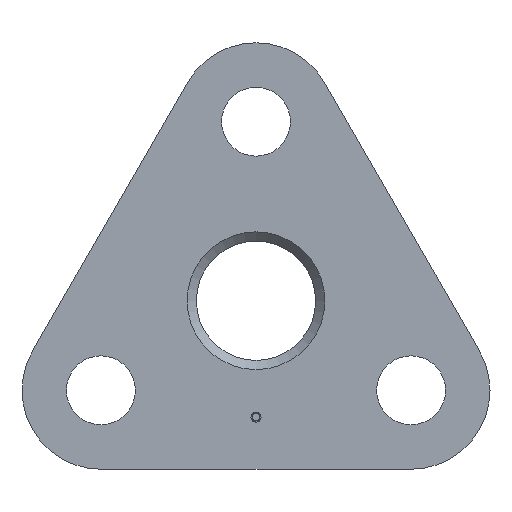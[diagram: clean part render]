
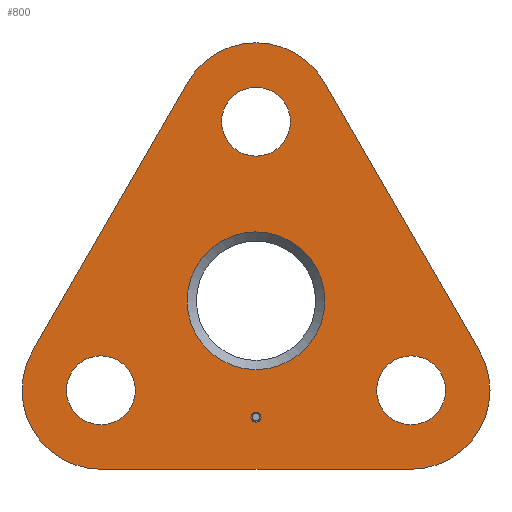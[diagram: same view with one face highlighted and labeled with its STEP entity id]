
A CAD part, front view. The second image highlights one B-rep face of the part: STEP entity #800.
In plain terms, the highlighted planar face has unit normal (0, -1, 0).
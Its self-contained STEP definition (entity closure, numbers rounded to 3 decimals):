
#18=FACE_BOUND('',#210,.T.);
#19=FACE_BOUND('',#211,.T.);
#20=FACE_BOUND('',#212,.T.);
#21=FACE_BOUND('',#213,.T.);
#22=FACE_BOUND('',#214,.T.);
#38=PLANE('',#897);
#68=LINE('',#1310,#104);
#74=LINE('',#1330,#110);
#78=LINE('',#1341,#114);
#104=VECTOR('',#1041,10.);
#110=VECTOR('',#1061,10.);
#114=VECTOR('',#1073,10.);
#164=FACE_OUTER_BOUND('',#209,.T.);
#209=EDGE_LOOP('',(#586,#587,#588,#589,#590,#591));
#210=EDGE_LOOP('',(#592));
#211=EDGE_LOOP('',(#593,#594));
#212=EDGE_LOOP('',(#595));
#213=EDGE_LOOP('',(#596));
#214=EDGE_LOOP('',(#597));
#264=CIRCLE('',#864,0.4);
#271=CIRCLE('',#874,5.5);
#272=CIRCLE('',#875,5.5);
#274=CIRCLE('',#878,2.75);
#276=CIRCLE('',#881,2.75);
#278=CIRCLE('',#884,2.75);
#279=CIRCLE('',#887,6.3);
#281=CIRCLE('',#890,6.3);
#283=CIRCLE('',#894,6.3);
#338=VERTEX_POINT('',#1264);
#345=VERTEX_POINT('',#1284);
#346=VERTEX_POINT('',#1286);
#348=VERTEX_POINT('',#1292);
#350=VERTEX_POINT('',#1298);
#352=VERTEX_POINT('',#1304);
#353=VERTEX_POINT('',#1308);
#354=VERTEX_POINT('',#1309);
#357=VERTEX_POINT('',#1317);
#359=VERTEX_POINT('',#1323);
#361=VERTEX_POINT('',#1329);
#363=VERTEX_POINT('',#1335);
#416=EDGE_CURVE('',#338,#338,#264,.T.);
#426=EDGE_CURVE('',#346,#345,#271,.T.);
#427=EDGE_CURVE('',#345,#346,#272,.T.);
#430=EDGE_CURVE('',#348,#348,#274,.T.);
#433=EDGE_CURVE('',#350,#350,#276,.T.);
#436=EDGE_CURVE('',#352,#352,#278,.T.);
#437=EDGE_CURVE('',#353,#354,#68,.T.);
#441=EDGE_CURVE('',#357,#353,#279,.T.);
#444=EDGE_CURVE('',#354,#359,#281,.T.);
#447=EDGE_CURVE('',#361,#357,#74,.T.);
#450=EDGE_CURVE('',#363,#361,#283,.T.);
#453=EDGE_CURVE('',#359,#363,#78,.T.);
#586=ORIENTED_EDGE('',*,*,#444,.T.);
#587=ORIENTED_EDGE('',*,*,#453,.T.);
#588=ORIENTED_EDGE('',*,*,#450,.T.);
#589=ORIENTED_EDGE('',*,*,#447,.T.);
#590=ORIENTED_EDGE('',*,*,#441,.T.);
#591=ORIENTED_EDGE('',*,*,#437,.T.);
#592=ORIENTED_EDGE('',*,*,#416,.T.);
#593=ORIENTED_EDGE('',*,*,#426,.T.);
#594=ORIENTED_EDGE('',*,*,#427,.T.);
#595=ORIENTED_EDGE('',*,*,#430,.T.);
#596=ORIENTED_EDGE('',*,*,#433,.T.);
#597=ORIENTED_EDGE('',*,*,#436,.T.);
#800=ADVANCED_FACE('',(#164,#18,#19,#20,#21,#22),#38,.T.);
#864=AXIS2_PLACEMENT_3D('',#1266,#991,#992);
#874=AXIS2_PLACEMENT_3D('',#1287,#1014,#1015);
#875=AXIS2_PLACEMENT_3D('',#1288,#1016,#1017);
#878=AXIS2_PLACEMENT_3D('',#1294,#1023,#1024);
#881=AXIS2_PLACEMENT_3D('',#1300,#1030,#1031);
#884=AXIS2_PLACEMENT_3D('',#1306,#1037,#1038);
#887=AXIS2_PLACEMENT_3D('',#1318,#1047,#1048);
#890=AXIS2_PLACEMENT_3D('',#1324,#1054,#1055);
#894=AXIS2_PLACEMENT_3D('',#1336,#1066,#1067);
#897=AXIS2_PLACEMENT_3D('',#1343,#1075,#1076);
#991=DIRECTION('center_axis',(0.,1.,0.));
#992=DIRECTION('ref_axis',(-1.,0.,0.));
#1014=DIRECTION('center_axis',(0.,1.,0.));
#1015=DIRECTION('ref_axis',(0.,0.,1.));
#1016=DIRECTION('center_axis',(0.,1.,0.));
#1017=DIRECTION('ref_axis',(0.,0.,1.));
#1023=DIRECTION('center_axis',(0.,1.,0.));
#1024=DIRECTION('ref_axis',(0.5,0.,-0.866));
#1030=DIRECTION('center_axis',(0.,1.,0.));
#1031=DIRECTION('ref_axis',(0.5,0.,0.866));
#1037=DIRECTION('center_axis',(0.,1.,0.));
#1038=DIRECTION('ref_axis',(-1.,0.,0.));
#1041=DIRECTION('',(-0.5,0.,0.866));
#1047=DIRECTION('center_axis',(0.,-1.,0.));
#1048=DIRECTION('ref_axis',(-0.866,0.,-0.5));
#1054=DIRECTION('center_axis',(0.,-1.,0.));
#1055=DIRECTION('ref_axis',(0.866,0.,-0.5));
#1061=DIRECTION('',(1.,0.,0.));
#1066=DIRECTION('center_axis',(0.,-1.,0.));
#1067=DIRECTION('ref_axis',(0.,0.,1.));
#1073=DIRECTION('',(-0.5,0.,-0.866));
#1075=DIRECTION('center_axis',(0.,-1.,0.));
#1076=DIRECTION('ref_axis',(0.,0.,-1.));
#1264=CARTESIAN_POINT('',(0.4,0.,-9.3));
#1266=CARTESIAN_POINT('Origin',(0.,0.,-9.3));
#1284=CARTESIAN_POINT('',(0.,0.,-5.5));
#1286=CARTESIAN_POINT('',(0.,0.,5.5));
#1287=CARTESIAN_POINT('Origin',(0.,0.,0.));
#1288=CARTESIAN_POINT('Origin',(0.,0.,0.));
#1292=CARTESIAN_POINT('',(-13.759,0.,-4.768));
#1294=CARTESIAN_POINT('Origin',(-12.384,0.,-7.15));
#1298=CARTESIAN_POINT('',(11.009,0.,-9.532));
#1300=CARTESIAN_POINT('Origin',(12.384,0.,-7.15));
#1304=CARTESIAN_POINT('',(2.75,0.,14.3));
#1306=CARTESIAN_POINT('Origin',(0.,0.,14.3));
#1308=CARTESIAN_POINT('',(17.84,0.,-4.));
#1309=CARTESIAN_POINT('',(5.456,0.,17.45));
#1310=CARTESIAN_POINT('',(10.284,0.,9.088));
#1317=CARTESIAN_POINT('',(12.384,0.,-13.45));
#1318=CARTESIAN_POINT('Origin',(12.384,0.,-7.15));
#1323=CARTESIAN_POINT('',(-5.456,0.,17.45));
#1324=CARTESIAN_POINT('Origin',(0.,0.,14.3));
#1329=CARTESIAN_POINT('',(-12.384,0.,-13.45));
#1330=CARTESIAN_POINT('',(-6.192,0.,-13.45));
#1335=CARTESIAN_POINT('',(-17.84,0.,-4.));
#1336=CARTESIAN_POINT('Origin',(-12.384,0.,-7.15));
#1341=CARTESIAN_POINT('',(-4.092,0.,19.813));
#1343=CARTESIAN_POINT('Origin',(0.,0.,20.6));
